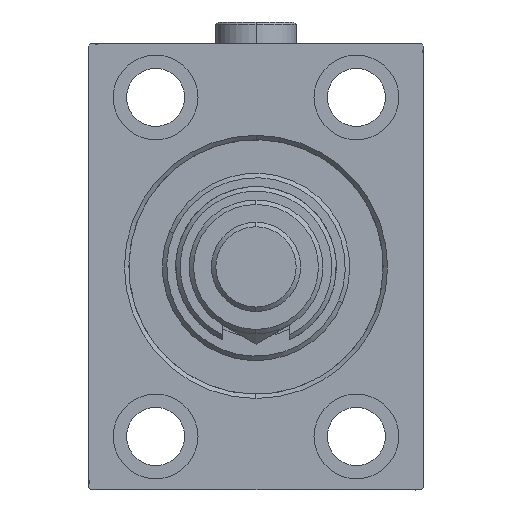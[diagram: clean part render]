
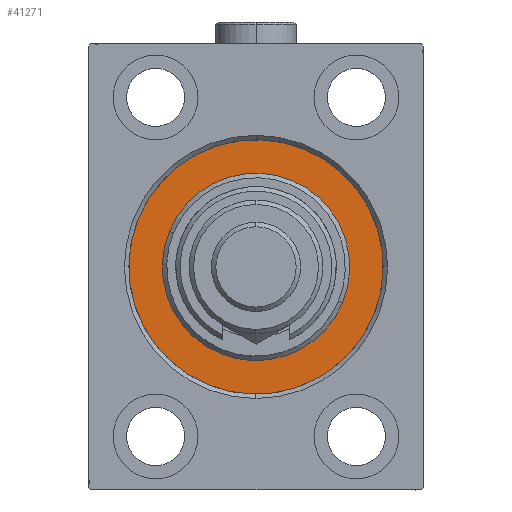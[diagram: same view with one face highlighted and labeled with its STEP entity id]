
A CAD part, left-side view. The second image highlights one B-rep face of the part: STEP entity #41271.
In plain terms, the highlighted face is planar.
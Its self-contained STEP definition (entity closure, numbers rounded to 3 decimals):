
#68 = AXIS2_PLACEMENT_3D ( 'NONE', #33653, #34147, #30026 ) ;
#814 = EDGE_CURVE ( 'NONE', #7212, #39922, #23634, .T. ) ;
#2038 = CARTESIAN_POINT ( 'NONE',  ( 0., 0., 28.5 ) ) ;
#2079 = CIRCLE ( 'NONE', #7483, 28.5 ) ;
#2089 = VERTEX_POINT ( 'NONE', #2038 ) ;
#3932 = DIRECTION ( 'NONE',  ( 1., 0., 0. ) ) ;
#5015 = FACE_BOUND ( 'NONE', #45832, .T. ) ;
#7212 = VERTEX_POINT ( 'NONE', #13777 ) ;
#7483 = AXIS2_PLACEMENT_3D ( 'NONE', #32227, #39284, #43140 ) ;
#8068 = EDGE_CURVE ( 'NONE', #43356, #2089, #2079, .T. ) ;
#8179 = PLANE ( 'NONE',  #68 ) ;
#9512 = AXIS2_PLACEMENT_3D ( 'NONE', #9827, #32124, #20010 ) ;
#9818 = CIRCLE ( 'NONE', #23759, 28.5 ) ;
#9827 = CARTESIAN_POINT ( 'NONE',  ( 0., 0., 0. ) ) ;
#10474 = AXIS2_PLACEMENT_3D ( 'NONE', #25755, #3932, #33765 ) ;
#13146 = EDGE_CURVE ( 'NONE', #39922, #7212, #30427, .T. ) ;
#13777 = CARTESIAN_POINT ( 'NONE',  ( 0., 0., 21. ) ) ;
#17616 = ORIENTED_EDGE ( 'NONE', *, *, #30093, .F. ) ;
#18355 = ORIENTED_EDGE ( 'NONE', *, *, #814, .F. ) ;
#19797 = FACE_OUTER_BOUND ( 'NONE', #24234, .T. ) ;
#20010 = DIRECTION ( 'NONE',  ( 0., 0., -1. ) ) ;
#20514 = ORIENTED_EDGE ( 'NONE', *, *, #13146, .F. ) ;
#23634 = CIRCLE ( 'NONE', #10474, 21. ) ;
#23759 = AXIS2_PLACEMENT_3D ( 'NONE', #26867, #41663, #42121 ) ;
#24234 = EDGE_LOOP ( 'NONE', ( #24852, #17616 ) ) ;
#24852 = ORIENTED_EDGE ( 'NONE', *, *, #8068, .F. ) ;
#25755 = CARTESIAN_POINT ( 'NONE',  ( 0., 0., 0. ) ) ;
#26867 = CARTESIAN_POINT ( 'NONE',  ( 0., 0., 0. ) ) ;
#30026 = DIRECTION ( 'NONE',  ( 0., 0., 1. ) ) ;
#30093 = EDGE_CURVE ( 'NONE', #2089, #43356, #9818, .T. ) ;
#30427 = CIRCLE ( 'NONE', #9512, 21. ) ;
#32124 = DIRECTION ( 'NONE',  ( 1., 0., 0. ) ) ;
#32227 = CARTESIAN_POINT ( 'NONE',  ( 0., 0., 0. ) ) ;
#33653 = CARTESIAN_POINT ( 'NONE',  ( 0., 0., 0. ) ) ;
#33765 = DIRECTION ( 'NONE',  ( 0., 0., -1. ) ) ;
#34147 = DIRECTION ( 'NONE',  ( -1., 0., 0. ) ) ;
#36156 = CARTESIAN_POINT ( 'NONE',  ( 0., 0., -28.5 ) ) ;
#39284 = DIRECTION ( 'NONE',  ( -1., 0., 0. ) ) ;
#39922 = VERTEX_POINT ( 'NONE', #44680 ) ;
#41271 = ADVANCED_FACE ( 'NONE', ( #5015, #19797 ), #8179, .F. ) ;
#41663 = DIRECTION ( 'NONE',  ( -1., 0., 0. ) ) ;
#42121 = DIRECTION ( 'NONE',  ( 0., 0., 1. ) ) ;
#43140 = DIRECTION ( 'NONE',  ( 0., 0., 1. ) ) ;
#43356 = VERTEX_POINT ( 'NONE', #36156 ) ;
#44680 = CARTESIAN_POINT ( 'NONE',  ( 0., 0., -21. ) ) ;
#45832 = EDGE_LOOP ( 'NONE', ( #18355, #20514 ) ) ;
